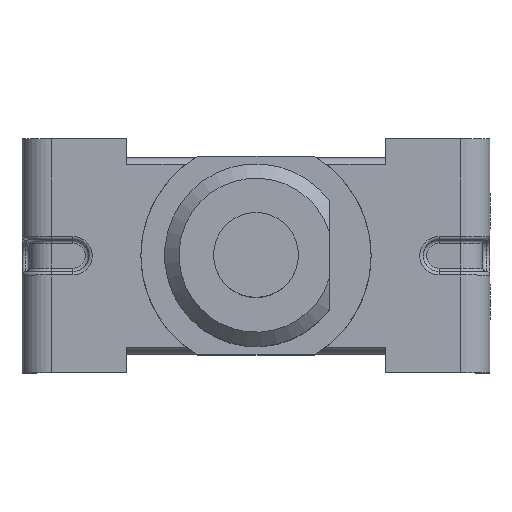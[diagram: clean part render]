
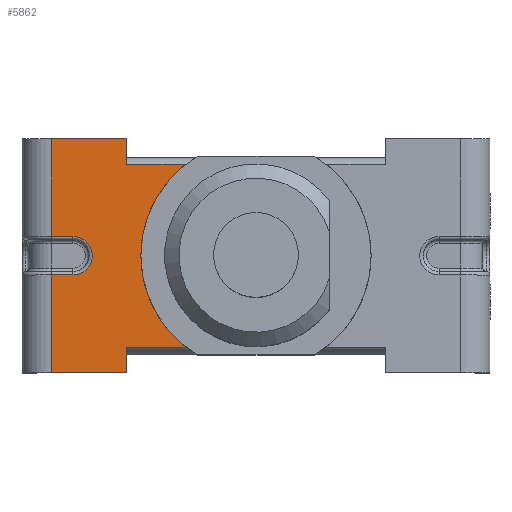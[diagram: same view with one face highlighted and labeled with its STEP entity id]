
A CAD part, top view. The second image highlights one B-rep face of the part: STEP entity #5862.
In plain terms, the highlighted planar face has unit normal (0, 0, 1).
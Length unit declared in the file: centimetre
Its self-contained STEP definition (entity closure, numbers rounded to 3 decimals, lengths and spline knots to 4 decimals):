
#110=LINE('',#8725,#739);
#111=LINE('',#8727,#740);
#112=LINE('',#8729,#741);
#113=LINE('',#8731,#742);
#114=LINE('',#8733,#743);
#115=LINE('',#8737,#744);
#116=LINE('',#8739,#745);
#117=LINE('',#8741,#746);
#118=LINE('',#8743,#747);
#119=LINE('',#8744,#748);
#739=VECTOR('',#6867,1.);
#740=VECTOR('',#6868,1.);
#741=VECTOR('',#6869,1.);
#742=VECTOR('',#6870,1.);
#743=VECTOR('',#6871,1.);
#744=VECTOR('',#6874,1.);
#745=VECTOR('',#6875,1.);
#746=VECTOR('',#6876,1.);
#747=VECTOR('',#6877,1.);
#748=VECTOR('',#6878,1.);
#1473=FACE_OUTER_BOUND('',#1833,.T.);
#1833=EDGE_LOOP('',(#3875,#3876,#3877,#3878,#3879,#3880,#3881,#3882,#3883,
#3884,#3885,#3886));
#2206=CIRCLE('',#6241,0.4);
#2207=CIRCLE('',#6242,0.067);
#2437=VERTEX_POINT('',#8721);
#2438=VERTEX_POINT('',#8722);
#2439=VERTEX_POINT('',#8724);
#2440=VERTEX_POINT('',#8726);
#2441=VERTEX_POINT('',#8728);
#2442=VERTEX_POINT('',#8730);
#2443=VERTEX_POINT('',#8732);
#2444=VERTEX_POINT('',#8734);
#2445=VERTEX_POINT('',#8736);
#2446=VERTEX_POINT('',#8738);
#2447=VERTEX_POINT('',#8740);
#2448=VERTEX_POINT('',#8742);
#2982=EDGE_CURVE('',#2437,#2438,#2206,.T.);
#2983=EDGE_CURVE('',#2438,#2439,#110,.T.);
#2984=EDGE_CURVE('',#2439,#2440,#111,.T.);
#2985=EDGE_CURVE('',#2441,#2440,#112,.T.);
#2986=EDGE_CURVE('',#2441,#2442,#113,.T.);
#2987=EDGE_CURVE('',#2443,#2442,#114,.T.);
#2988=EDGE_CURVE('',#2444,#2443,#2207,.T.);
#2989=EDGE_CURVE('',#2445,#2444,#115,.T.);
#2990=EDGE_CURVE('',#2445,#2446,#116,.T.);
#2991=EDGE_CURVE('',#2447,#2446,#117,.T.);
#2992=EDGE_CURVE('',#2447,#2448,#118,.T.);
#2993=EDGE_CURVE('',#2448,#2437,#119,.T.);
#3875=ORIENTED_EDGE('',*,*,#2982,.T.);
#3876=ORIENTED_EDGE('',*,*,#2983,.T.);
#3877=ORIENTED_EDGE('',*,*,#2984,.T.);
#3878=ORIENTED_EDGE('',*,*,#2985,.F.);
#3879=ORIENTED_EDGE('',*,*,#2986,.T.);
#3880=ORIENTED_EDGE('',*,*,#2987,.F.);
#3881=ORIENTED_EDGE('',*,*,#2988,.F.);
#3882=ORIENTED_EDGE('',*,*,#2989,.F.);
#3883=ORIENTED_EDGE('',*,*,#2990,.T.);
#3884=ORIENTED_EDGE('',*,*,#2991,.F.);
#3885=ORIENTED_EDGE('',*,*,#2992,.T.);
#3886=ORIENTED_EDGE('',*,*,#2993,.T.);
#5651=PLANE('',#6240);
#5862=ADVANCED_FACE('',(#1473),#5651,.T.);
#6240=AXIS2_PLACEMENT_3D('',#8720,#6863,#6864);
#6241=AXIS2_PLACEMENT_3D('',#8723,#6865,#6866);
#6242=AXIS2_PLACEMENT_3D('',#8735,#6872,#6873);
#6863=DIRECTION('center_axis',(0.,0.,
1.));
#6864=DIRECTION('ref_axis',(1.,0.,0.));
#6865=DIRECTION('center_axis',(0.,0.,
-1.));
#6866=DIRECTION('ref_axis',(0.506,-0.863,0.));
#6867=DIRECTION('',(-1.,0.,0.));
#6868=DIRECTION('',(0.,1.,0.));
#6869=DIRECTION('',(1.,0.,0.));
#6870=DIRECTION('',(0.,-1.,0.));
#6871=DIRECTION('',(-1.,0.,0.));
#6872=DIRECTION('center_axis',(0.,0.,
1.));
#6873=DIRECTION('ref_axis',(1.,0.,0.));
#6874=DIRECTION('',(1.,0.,0.));
#6875=DIRECTION('',(0.,-1.,0.));
#6876=DIRECTION('',(-1.,0.,0.));
#6877=DIRECTION('',(0.,1.,0.));
#6878=DIRECTION('',(1.,0.,0.));
#8720=CARTESIAN_POINT('Origin',(0.,0.,
0.993));
#8721=CARTESIAN_POINT('',(-0.242,-0.3185,0.993));
#8722=CARTESIAN_POINT('',(-0.242,0.3185,0.993));
#8723=CARTESIAN_POINT('Origin',(0.,0.,
0.993));
#8724=CARTESIAN_POINT('',(-0.45,0.3185,0.993));
#8725=CARTESIAN_POINT('',(-0.225,0.3185,0.993));
#8726=CARTESIAN_POINT('',(-0.45,0.4065,0.993));
#8727=CARTESIAN_POINT('',(-0.45,0.2032,0.993));
#8728=CARTESIAN_POINT('',(-0.711,0.4065,0.993));
#8729=CARTESIAN_POINT('',(-0.813,0.4065,0.993));
#8730=CARTESIAN_POINT('',(-0.711,0.067,0.993));
#8731=CARTESIAN_POINT('',(-0.711,0.2032,0.993));
#8732=CARTESIAN_POINT('',(-0.636,0.067,0.993));
#8733=CARTESIAN_POINT('',(-0.4065,0.067,0.993));
#8734=CARTESIAN_POINT('',(-0.636,-0.067,0.993));
#8735=CARTESIAN_POINT('Origin',(-0.636,0.,
0.993));
#8736=CARTESIAN_POINT('',(-0.711,-0.067,0.993));
#8737=CARTESIAN_POINT('',(-0.4065,-0.067,0.993));
#8738=CARTESIAN_POINT('',(-0.711,-0.4065,0.993));
#8739=CARTESIAN_POINT('',(-0.711,0.2032,0.993));
#8740=CARTESIAN_POINT('',(-0.45,-0.4065,0.993));
#8741=CARTESIAN_POINT('',(0.813,-0.4065,0.993));
#8742=CARTESIAN_POINT('',(-0.45,-0.3185,0.993));
#8743=CARTESIAN_POINT('',(-0.45,-0.1593,0.993));
#8744=CARTESIAN_POINT('',(0.225,-0.3185,0.993));
